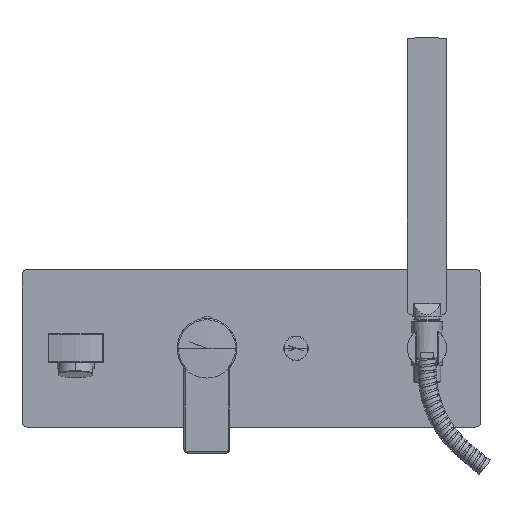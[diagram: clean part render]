
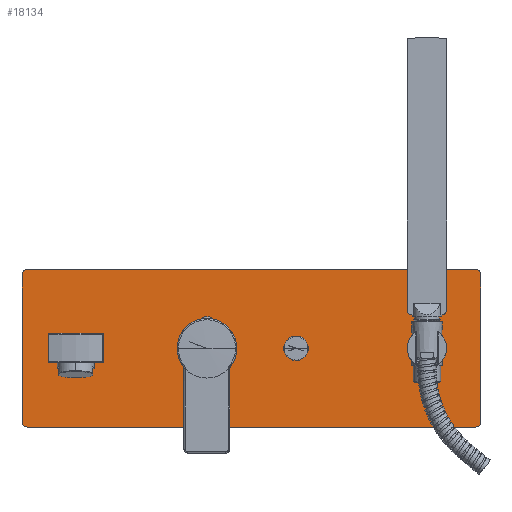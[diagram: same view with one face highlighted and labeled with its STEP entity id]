
A CAD part, top view. The second image highlights one B-rep face of the part: STEP entity #18134.
In plain terms, the highlighted planar face has unit normal (0, 0, 1).
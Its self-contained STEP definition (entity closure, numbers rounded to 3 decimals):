
#1462=CARTESIAN_POINT('',(-137.,-56.,50.));
#1463=DIRECTION('',(0.,0.,1.));
#1464=DIRECTION('',(-1.,0.,0.));
#1465=AXIS2_PLACEMENT_3D('',#1462,#1463,#1464);
#1467=DIRECTION('',(0.,-1.,0.));
#1468=VECTOR('',#1467,112.);
#1469=CARTESIAN_POINT('',(-141.,56.,50.));
#1470=LINE('',#1469,#1468);
#1471=CARTESIAN_POINT('',(-137.,56.,50.));
#1472=DIRECTION('',(0.,0.,1.));
#1473=DIRECTION('',(0.,1.,0.));
#1474=AXIS2_PLACEMENT_3D('',#1471,#1472,#1473);
#1476=DIRECTION('',(-1.,0.,0.));
#1477=VECTOR('',#1476,342.);
#1478=CARTESIAN_POINT('',(205.,60.,50.));
#1479=LINE('',#1478,#1477);
#1480=CARTESIAN_POINT('',(205.,56.,50.));
#1481=DIRECTION('',(0.,0.,1.));
#1482=DIRECTION('',(1.,0.,0.));
#1483=AXIS2_PLACEMENT_3D('',#1480,#1481,#1482);
#1485=DIRECTION('',(0.,1.,0.));
#1486=VECTOR('',#1485,112.);
#1487=CARTESIAN_POINT('',(209.,-56.,50.));
#1488=LINE('',#1487,#1486);
#1489=CARTESIAN_POINT('',(205.,-56.,50.));
#1490=DIRECTION('',(0.,0.,1.));
#1491=DIRECTION('',(0.,-1.,0.));
#1492=AXIS2_PLACEMENT_3D('',#1489,#1490,#1491);
#1494=DIRECTION('',(1.,0.,0.));
#1495=VECTOR('',#1494,342.);
#1496=CARTESIAN_POINT('',(-137.,-60.,50.));
#1497=LINE('',#1496,#1495);
#1498=DIRECTION('',(1.,0.,0.));
#1499=VECTOR('',#1498,41.533);
#1500=CARTESIAN_POINT('',(-120.767,-11.,50.));
#1501=LINE('',#1500,#1499);
#1502=CARTESIAN_POINT('',(-100.,0.,50.));
#1503=DIRECTION('',(0.,0.,-1.));
#1504=DIRECTION('',(0.894,-0.449,0.));
#1505=AXIS2_PLACEMENT_3D('',#1502,#1503,#1504);
#1507=DIRECTION('',(0.,1.,0.));
#1508=VECTOR('',#1507,21.095);
#1509=CARTESIAN_POINT('',(-79.,-10.548,50.));
#1510=LINE('',#1509,#1508);
#1511=CARTESIAN_POINT('',(-100.,0.,50.));
#1512=DIRECTION('',(0.,0.,-1.));
#1513=DIRECTION('',(0.884,0.468,0.));
#1514=AXIS2_PLACEMENT_3D('',#1511,#1512,#1513);
#1516=DIRECTION('',(1.,0.,0.));
#1517=VECTOR('',#1516,41.533);
#1518=CARTESIAN_POINT('',(-120.767,11.,50.));
#1519=LINE('',#1518,#1517);
#1520=CARTESIAN_POINT('',(-100.,0.,50.));
#1521=DIRECTION('',(0.,0.,-1.));
#1522=DIRECTION('',(-0.894,0.449,0.));
#1523=AXIS2_PLACEMENT_3D('',#1520,#1521,#1522);
#1525=DIRECTION('',(0.,1.,0.));
#1526=VECTOR('',#1525,21.095);
#1527=CARTESIAN_POINT('',(-121.,-10.548,50.));
#1528=LINE('',#1527,#1526);
#1529=CARTESIAN_POINT('',(-100.,0.,50.));
#1530=DIRECTION('',(0.,0.,-1.));
#1531=DIRECTION('',(-0.884,-0.468,0.));
#1532=AXIS2_PLACEMENT_3D('',#1529,#1530,#1531);
#1534=CARTESIAN_POINT('',(167.8,0.,50.));
#1535=DIRECTION('',(0.,0.,-1.));
#1536=DIRECTION('',(1.,0.,0.));
#1537=AXIS2_PLACEMENT_3D('',#1534,#1535,#1536);
#1539=CARTESIAN_POINT('',(167.8,0.,50.));
#1540=DIRECTION('',(0.,0.,-1.));
#1541=DIRECTION('',(-1.,0.,0.));
#1542=AXIS2_PLACEMENT_3D('',#1539,#1540,#1541);
#1612=CARTESIAN_POINT('',(68.,0.,50.));
#1613=DIRECTION('',(0.,0.,-1.));
#1614=DIRECTION('',(-1.,0.,0.));
#1615=AXIS2_PLACEMENT_3D('',#1612,#1613,#1614);
#1617=CARTESIAN_POINT('',(68.,0.,50.));
#1618=DIRECTION('',(0.,0.,-1.));
#1619=DIRECTION('',(1.,0.,0.));
#1620=AXIS2_PLACEMENT_3D('',#1617,#1618,#1619);
#1686=CARTESIAN_POINT('',(0.,0.,50.));
#1687=DIRECTION('',(0.,0.,-1.));
#1688=DIRECTION('',(-1.,0.,0.));
#1689=AXIS2_PLACEMENT_3D('',#1686,#1687,#1688);
#1696=CARTESIAN_POINT('',(0.,0.,50.));
#1697=DIRECTION('',(0.,0.,-1.));
#1698=DIRECTION('',(1.,0.,0.));
#1699=AXIS2_PLACEMENT_3D('',#1696,#1697,#1698);
#16303=CARTESIAN_POINT('',(-141.,-56.,50.));
#16304=VERTEX_POINT('',#16303);
#16305=CARTESIAN_POINT('',(-137.,-60.,50.));
#16306=VERTEX_POINT('',#16305);
#16311=CARTESIAN_POINT('',(-137.,60.,50.));
#16312=VERTEX_POINT('',#16311);
#16313=CARTESIAN_POINT('',(-141.,56.,50.));
#16314=VERTEX_POINT('',#16313);
#16319=CARTESIAN_POINT('',(209.,56.,50.));
#16320=VERTEX_POINT('',#16319);
#16321=CARTESIAN_POINT('',(205.,60.,50.));
#16322=VERTEX_POINT('',#16321);
#16327=CARTESIAN_POINT('',(205.,-60.,50.));
#16328=VERTEX_POINT('',#16327);
#16329=CARTESIAN_POINT('',(209.,-56.,50.));
#16330=VERTEX_POINT('',#16329);
#16353=CARTESIAN_POINT('',(-120.767,-11.,50.));
#16354=CARTESIAN_POINT('',(-79.233,-11.,50.));
#16355=VERTEX_POINT('',#16353);
#16356=VERTEX_POINT('',#16354);
#16357=CARTESIAN_POINT('',(-120.767,11.,50.));
#16358=CARTESIAN_POINT('',(-79.233,11.,50.));
#16359=VERTEX_POINT('',#16357);
#16360=VERTEX_POINT('',#16358);
#16361=CARTESIAN_POINT('',(-121.,-10.548,50.));
#16362=CARTESIAN_POINT('',(-121.,10.548,50.));
#16363=VERTEX_POINT('',#16361);
#16364=VERTEX_POINT('',#16362);
#16365=CARTESIAN_POINT('',(-79.,-10.548,50.));
#16366=CARTESIAN_POINT('',(-79.,10.548,50.));
#16367=VERTEX_POINT('',#16365);
#16368=VERTEX_POINT('',#16366);
#16415=CARTESIAN_POINT('',(182.8,0.,50.));
#16416=CARTESIAN_POINT('',(152.8,0.,50.));
#16417=VERTEX_POINT('',#16415);
#16418=VERTEX_POINT('',#16416);
#16679=CARTESIAN_POINT('',(-22.4,0.,50.));
#16680=CARTESIAN_POINT('',(22.4,0.,50.));
#16681=VERTEX_POINT('',#16679);
#16682=VERTEX_POINT('',#16680);
#16683=CARTESIAN_POINT('',(58.65,0.,50.));
#16684=CARTESIAN_POINT('',(77.35,0.,50.));
#16685=VERTEX_POINT('',#16683);
#16686=VERTEX_POINT('',#16684);
#18077=CARTESIAN_POINT('',(34.,0.,50.));
#18078=DIRECTION('',(0.,0.,1.));
#18079=DIRECTION('',(0.,1.,0.));
#18080=AXIS2_PLACEMENT_3D('',#18077,#18078,#18079);
#18081=PLANE('',#18080);
#18083=ORIENTED_EDGE('',*,*,#18082,.F.);
#18085=ORIENTED_EDGE('',*,*,#18084,.F.);
#18087=ORIENTED_EDGE('',*,*,#18086,.F.);
#18089=ORIENTED_EDGE('',*,*,#18088,.F.);
#18091=ORIENTED_EDGE('',*,*,#18090,.F.);
#18093=ORIENTED_EDGE('',*,*,#18092,.F.);
#18095=ORIENTED_EDGE('',*,*,#18094,.F.);
#18097=ORIENTED_EDGE('',*,*,#18096,.F.);
#18098=EDGE_LOOP('',(#18083,#18085,#18087,#18089,#18091,#18093,#18095,#18097));
#18099=FACE_OUTER_BOUND('',#18098,.F.);
#18101=ORIENTED_EDGE('',*,*,#18100,.F.);
#18103=ORIENTED_EDGE('',*,*,#18102,.F.);
#18104=EDGE_LOOP('',(#18101,#18103));
#18105=FACE_BOUND('',#18104,.F.);
#18107=ORIENTED_EDGE('',*,*,#18106,.F.);
#18109=ORIENTED_EDGE('',*,*,#18108,.F.);
#18110=EDGE_LOOP('',(#18107,#18109));
#18111=FACE_BOUND('',#18110,.F.);
#18113=ORIENTED_EDGE('',*,*,#18112,.T.);
#18115=ORIENTED_EDGE('',*,*,#18114,.F.);
#18117=ORIENTED_EDGE('',*,*,#18116,.T.);
#18119=ORIENTED_EDGE('',*,*,#18118,.F.);
#18121=ORIENTED_EDGE('',*,*,#18120,.F.);
#18123=ORIENTED_EDGE('',*,*,#18122,.F.);
#18125=ORIENTED_EDGE('',*,*,#18124,.F.);
#18127=ORIENTED_EDGE('',*,*,#18126,.F.);
#18128=EDGE_LOOP('',(#18113,#18115,#18117,#18119,#18121,#18123,#18125,#18127));
#18129=FACE_BOUND('',#18128,.F.);
#18130=ORIENTED_EDGE('',*,*,#17970,.F.);
#18131=ORIENTED_EDGE('',*,*,#17860,.F.);
#18132=EDGE_LOOP('',(#18130,#18131));
#18133=FACE_BOUND('',#18132,.F.);
#18134=ADVANCED_FACE('',(#18099,#18105,#18111,#18129,#18133),#18081,.T.);
#1466=CIRCLE('',#1465,4.);
#1475=CIRCLE('',#1474,4.);
#1484=CIRCLE('',#1483,4.);
#1493=CIRCLE('',#1492,4.);
#1506=CIRCLE('',#1505,23.5);
#1515=CIRCLE('',#1514,23.5);
#1524=CIRCLE('',#1523,23.5);
#1533=CIRCLE('',#1532,23.5);
#1538=CIRCLE('',#1537,15.);
#1543=CIRCLE('',#1542,15.);
#1616=CIRCLE('',#1615,9.35);
#1621=CIRCLE('',#1620,9.35);
#1690=CIRCLE('',#1689,22.4);
#1700=CIRCLE('',#1699,22.4);
#17860=EDGE_CURVE('',#16418,#16417,#1543,.T.);
#17970=EDGE_CURVE('',#16417,#16418,#1538,.T.);
#18082=EDGE_CURVE('',#16304,#16306,#1466,.T.);
#18084=EDGE_CURVE('',#16314,#16304,#1470,.T.);
#18086=EDGE_CURVE('',#16312,#16314,#1475,.T.);
#18088=EDGE_CURVE('',#16322,#16312,#1479,.T.);
#18090=EDGE_CURVE('',#16320,#16322,#1484,.T.);
#18092=EDGE_CURVE('',#16330,#16320,#1488,.T.);
#18094=EDGE_CURVE('',#16328,#16330,#1493,.T.);
#18096=EDGE_CURVE('',#16306,#16328,#1497,.T.);
#18100=EDGE_CURVE('',#16685,#16686,#1616,.T.);
#18102=EDGE_CURVE('',#16686,#16685,#1621,.T.);
#18106=EDGE_CURVE('',#16681,#16682,#1690,.T.);
#18108=EDGE_CURVE('',#16682,#16681,#1700,.T.);
#18112=EDGE_CURVE('',#16355,#16356,#1501,.T.);
#18114=EDGE_CURVE('',#16367,#16356,#1506,.T.);
#18116=EDGE_CURVE('',#16367,#16368,#1510,.T.);
#18118=EDGE_CURVE('',#16360,#16368,#1515,.T.);
#18120=EDGE_CURVE('',#16359,#16360,#1519,.T.);
#18122=EDGE_CURVE('',#16364,#16359,#1524,.T.);
#18124=EDGE_CURVE('',#16363,#16364,#1528,.T.);
#18126=EDGE_CURVE('',#16355,#16363,#1533,.T.);
